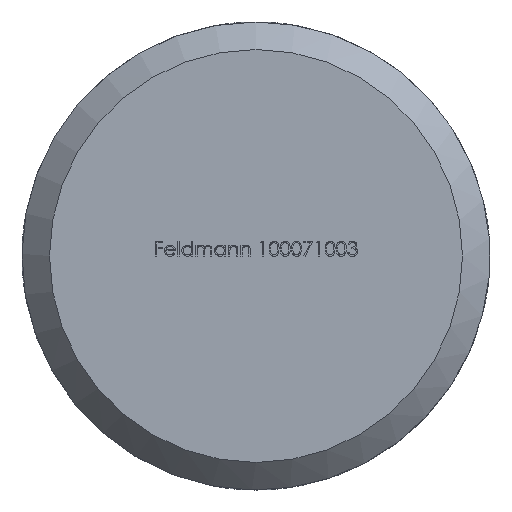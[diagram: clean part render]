
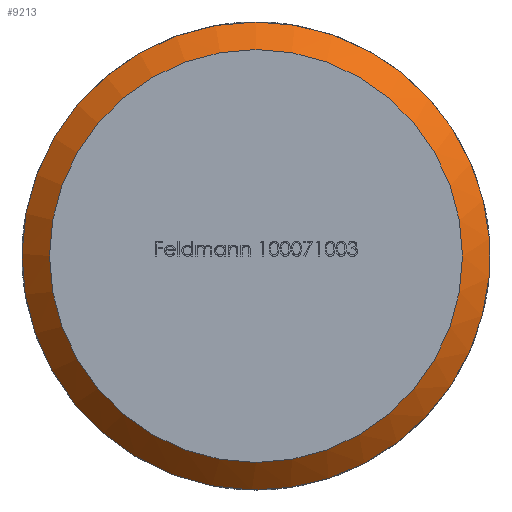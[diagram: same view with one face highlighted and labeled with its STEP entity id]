
A CAD part, front view. The second image highlights one B-rep face of the part: STEP entity #9213.
In plain terms, the highlighted conical face has half-angle 45 degrees and reference radius 8.5 mm.
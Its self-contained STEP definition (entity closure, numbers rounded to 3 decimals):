
#612 = FACE_OUTER_BOUND ( 'NONE', #12078, .T. ) ;
#1402 = ORIENTED_EDGE ( 'NONE', *, *, #6998, .F. ) ;
#1624 = VERTEX_POINT ( 'NONE', #14774 ) ;
#1719 = DIRECTION ( 'NONE',  ( 0., -1., 0. ) ) ;
#1972 = DIRECTION ( 'NONE',  ( 0., 1., 0. ) ) ;
#2553 = DIRECTION ( 'NONE',  ( 0., 1., 0. ) ) ;
#2956 = CARTESIAN_POINT ( 'NONE',  ( 0., 1., 8.5 ) ) ;
#3060 = EDGE_CURVE ( 'NONE', #4233, #4233, #8469, .T. ) ;
#3942 = CARTESIAN_POINT ( 'NONE',  ( 0., 0., 0. ) ) ;
#4233 = VERTEX_POINT ( 'NONE', #2956 ) ;
#5003 = CARTESIAN_POINT ( 'NONE',  ( 0., 1., 0. ) ) ;
#5020 = AXIS2_PLACEMENT_3D ( 'NONE', #5003, #2553, #9794 ) ;
#5427 = CONICAL_SURFACE ( 'NONE', #11033, 8.5, 0.785 ) ;
#5634 = CIRCLE ( 'NONE', #6314, 7.5 ) ;
#5922 = ORIENTED_EDGE ( 'NONE', *, *, #3060, .F. ) ;
#6314 = AXIS2_PLACEMENT_3D ( 'NONE', #3942, #1719, #8874 ) ;
#6474 = EDGE_LOOP ( 'NONE', ( #1402 ) ) ;
#6998 = EDGE_CURVE ( 'NONE', #1624, #1624, #5634, .T. ) ;
#8210 = FACE_BOUND ( 'NONE', #6474, .T. ) ;
#8469 = CIRCLE ( 'NONE', #5020, 8.5 ) ;
#8874 = DIRECTION ( 'NONE',  ( 0., 0., 1. ) ) ;
#9213 = ADVANCED_FACE ( 'NONE', ( #8210, #612 ), #5427, .T. ) ;
#9794 = DIRECTION ( 'NONE',  ( 0., 0., 1. ) ) ;
#10348 = DIRECTION ( 'NONE',  ( 0., 0., 1. ) ) ;
#11033 = AXIS2_PLACEMENT_3D ( 'NONE', #13984, #1972, #10348 ) ;
#12078 = EDGE_LOOP ( 'NONE', ( #5922 ) ) ;
#13984 = CARTESIAN_POINT ( 'NONE',  ( 0., 1., 0. ) ) ;
#14774 = CARTESIAN_POINT ( 'NONE',  ( 0., 0., 7.5 ) ) ;
